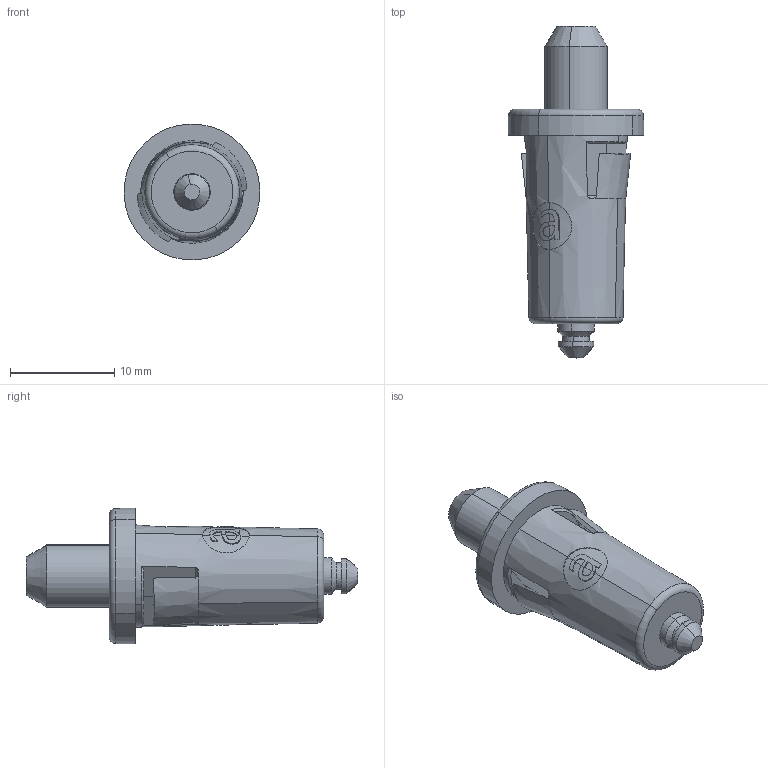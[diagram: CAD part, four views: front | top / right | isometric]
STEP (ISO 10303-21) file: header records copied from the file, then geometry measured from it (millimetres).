
FILE_DESCRIPTION (( 'STEP AP203' ), '1' );
FILE_NAME ('MM03.35.STEP', '2022-06-17T08:58:22', ( '' ), ( '' ), 'SwSTEP 2.0', 'SolidWorks 2021', '' );
FILE_SCHEMA (( 'CONFIG_CONTROL_DESIGN' ));
Length unit declared in the file: millimetre
Products named in the file (1): MM03.35
Bounding box: 13.04 x 31.9 x 13.04 mm (x, y, z)
Surface area: 1602.8 mm2 (no closed solid volume)
Topology: 0 solids, 4 shells, 95 faces, 257 edges, 163 vertices
Faces by surface type: cone 32, plane 31, cylinder 14, bspline 14, torus 4
Entity records: 4363 total; most frequent: CARTESIAN_POINT 2138, ORIENTED_EDGE 484, DIRECTION 384, EDGE_CURVE 253, VERTEX_POINT 163, AXIS2_PLACEMENT_3D 150, EDGE_LOOP 100, ADVANCED_FACE 95
